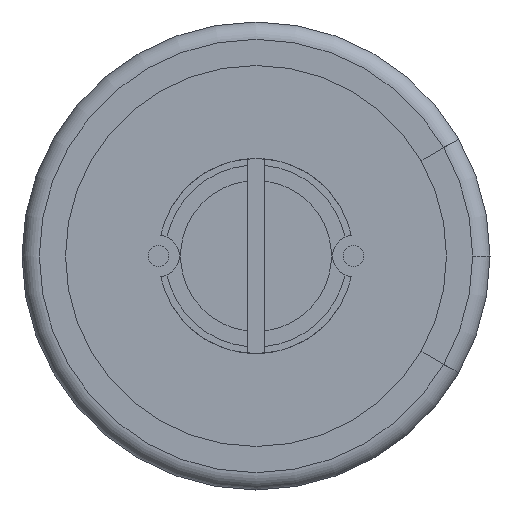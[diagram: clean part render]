
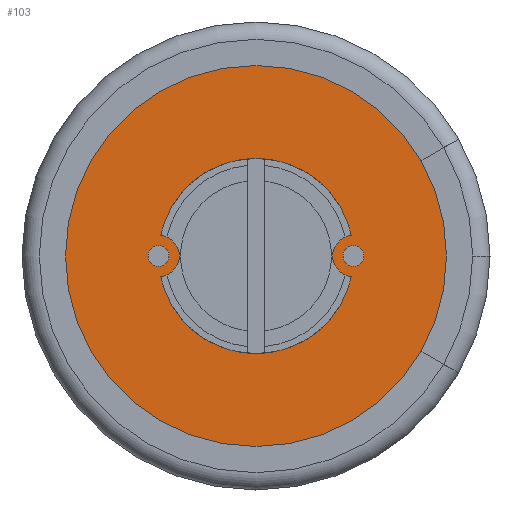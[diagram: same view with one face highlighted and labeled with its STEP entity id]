
A CAD part, front view. The second image highlights one B-rep face of the part: STEP entity #103.
In plain terms, the highlighted planar face has unit normal (0, -1, 0).
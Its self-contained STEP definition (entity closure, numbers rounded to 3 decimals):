
#16 = ORIENTED_EDGE ( 'NONE', *, *, #540, .T. ) ;
#103 = ADVANCED_FACE ( 'NONE', ( #1443, #864 ), #2460, .F. ) ;
#142 = EDGE_CURVE ( 'NONE', #1339, #294, #1234, .T. ) ;
#276 = DIRECTION ( 'NONE',  ( -1., 0., 0. ) ) ;
#280 = VERTEX_POINT ( 'NONE', #979 ) ;
#294 = VERTEX_POINT ( 'NONE', #965 ) ;
#312 = AXIS2_PLACEMENT_3D ( 'NONE', #702, #2061, #2731 ) ;
#336 = DIRECTION ( 'NONE',  ( 0., -1., 0. ) ) ;
#344 = ORIENTED_EDGE ( 'NONE', *, *, #2838, .F. ) ;
#358 = DIRECTION ( 'NONE',  ( 0., -1., 0. ) ) ;
#399 = EDGE_CURVE ( 'NONE', #294, #1614, #733, .T. ) ;
#431 = DIRECTION ( 'NONE',  ( 0., 1., 0. ) ) ;
#436 = ORIENTED_EDGE ( 'NONE', *, *, #673, .T. ) ;
#496 = EDGE_CURVE ( 'NONE', #2464, #852, #1744, .T. ) ;
#540 = EDGE_CURVE ( 'NONE', #280, #1279, #1884, .T. ) ;
#554 = CIRCLE ( 'NONE', #2512, 7.326 ) ;
#580 = ORIENTED_EDGE ( 'NONE', *, *, #142, .F. ) ;
#607 = CARTESIAN_POINT ( 'NONE',  ( 3.75, 0.95, 0. ) ) ;
#610 = ORIENTED_EDGE ( 'NONE', *, *, #990, .T. ) ;
#673 = EDGE_CURVE ( 'NONE', #1339, #852, #2595, .T. ) ;
#702 = CARTESIAN_POINT ( 'NONE',  ( 0., 0.95, 0. ) ) ;
#708 = ORIENTED_EDGE ( 'NONE', *, *, #496, .F. ) ;
#733 = CIRCLE ( 'NONE', #771, 3.75 ) ;
#771 = AXIS2_PLACEMENT_3D ( 'NONE', #2343, #2553, #1450 ) ;
#775 = CARTESIAN_POINT ( 'NONE',  ( 3.665, 0.95, 0.795 ) ) ;
#789 = CARTESIAN_POINT ( 'NONE',  ( 6.344, 0.95, 3.663 ) ) ;
#809 = DIRECTION ( 'NONE',  ( 0., -1., 0. ) ) ;
#852 = VERTEX_POINT ( 'NONE', #2201 ) ;
#864 = FACE_OUTER_BOUND ( 'NONE', #2499, .T. ) ;
#924 = ORIENTED_EDGE ( 'NONE', *, *, #399, .F. ) ;
#965 = CARTESIAN_POINT ( 'NONE',  ( 0., 0.95, 3.75 ) ) ;
#979 = CARTESIAN_POINT ( 'NONE',  ( 6.344, 0.95, -3.663 ) ) ;
#990 = EDGE_CURVE ( 'NONE', #1279, #2611, #2805, .T. ) ;
#1029 = AXIS2_PLACEMENT_3D ( 'NONE', #2737, #2047, #2700 ) ;
#1082 = CARTESIAN_POINT ( 'NONE',  ( 0., 0.95, 0. ) ) ;
#1119 = AXIS2_PLACEMENT_3D ( 'NONE', #1082, #431, #2444 ) ;
#1141 = DIRECTION ( 'NONE',  ( 1., 0., 0. ) ) ;
#1148 = DIRECTION ( 'NONE',  ( 0., 1., 0. ) ) ;
#1213 = AXIS2_PLACEMENT_3D ( 'NONE', #607, #809, #1713 ) ;
#1218 = DIRECTION ( 'NONE',  ( 0., -1., 0. ) ) ;
#1234 = CIRCLE ( 'NONE', #1029, 3.75 ) ;
#1279 = VERTEX_POINT ( 'NONE', #2283 ) ;
#1321 = AXIS2_PLACEMENT_3D ( 'NONE', #2563, #1218, #1141 ) ;
#1339 = VERTEX_POINT ( 'NONE', #775 ) ;
#1377 = AXIS2_PLACEMENT_3D ( 'NONE', #2718, #1148, #1568 ) ;
#1443 = FACE_BOUND ( 'NONE', #2221, .T. ) ;
#1450 = DIRECTION ( 'NONE',  ( -1., 0., 0. ) ) ;
#1568 = DIRECTION ( 'NONE',  ( -1., 0., 0. ) ) ;
#1614 = VERTEX_POINT ( 'NONE', #2874 ) ;
#1644 = CARTESIAN_POINT ( 'NONE',  ( 0., 0.95, 0. ) ) ;
#1713 = DIRECTION ( 'NONE',  ( -1., 0., 0. ) ) ;
#1744 = CIRCLE ( 'NONE', #2525, 3.75 ) ;
#1877 = DIRECTION ( 'NONE',  ( 1., 0., 0. ) ) ;
#1884 = CIRCLE ( 'NONE', #1321, 7.326 ) ;
#2047 = DIRECTION ( 'NONE',  ( 0., -1., 0. ) ) ;
#2061 = DIRECTION ( 'NONE',  ( 0., -1., 0. ) ) ;
#2159 = CARTESIAN_POINT ( 'NONE',  ( -3.665, 0.95, -0.795 ) ) ;
#2201 = CARTESIAN_POINT ( 'NONE',  ( 3.665, 0.95, -0.795 ) ) ;
#2221 = EDGE_LOOP ( 'NONE', ( #344, #924, #580, #436, #708 ) ) ;
#2254 = ORIENTED_EDGE ( 'NONE', *, *, #2385, .T. ) ;
#2283 = CARTESIAN_POINT ( 'NONE',  ( 7.326, 0.95, 0. ) ) ;
#2343 = CARTESIAN_POINT ( 'NONE',  ( 0., 0.95, 0. ) ) ;
#2385 = EDGE_CURVE ( 'NONE', #2611, #280, #554, .T. ) ;
#2444 = DIRECTION ( 'NONE',  ( -1., 0., 0. ) ) ;
#2460 = PLANE ( 'NONE',  #1119 ) ;
#2464 = VERTEX_POINT ( 'NONE', #2159 ) ;
#2499 = EDGE_LOOP ( 'NONE', ( #2254, #16, #610 ) ) ;
#2512 = AXIS2_PLACEMENT_3D ( 'NONE', #1644, #358, #1877 ) ;
#2525 = AXIS2_PLACEMENT_3D ( 'NONE', #2574, #336, #276 ) ;
#2553 = DIRECTION ( 'NONE',  ( 0., -1., 0. ) ) ;
#2563 = CARTESIAN_POINT ( 'NONE',  ( 0., 0.95, 0. ) ) ;
#2574 = CARTESIAN_POINT ( 'NONE',  ( 0., 0.95, 0. ) ) ;
#2595 = CIRCLE ( 'NONE', #1213, 0.8 ) ;
#2611 = VERTEX_POINT ( 'NONE', #789 ) ;
#2700 = DIRECTION ( 'NONE',  ( -1., 0., 0. ) ) ;
#2718 = CARTESIAN_POINT ( 'NONE',  ( -3.75, 0.95, 0. ) ) ;
#2731 = DIRECTION ( 'NONE',  ( 1., 0., 0. ) ) ;
#2737 = CARTESIAN_POINT ( 'NONE',  ( 0., 0.95, 0. ) ) ;
#2805 = CIRCLE ( 'NONE', #312, 7.326 ) ;
#2838 = EDGE_CURVE ( 'NONE', #1614, #2464, #2869, .T. ) ;
#2869 = CIRCLE ( 'NONE', #1377, 0.8 ) ;
#2874 = CARTESIAN_POINT ( 'NONE',  ( -3.665, 0.95, 0.795 ) ) ;
